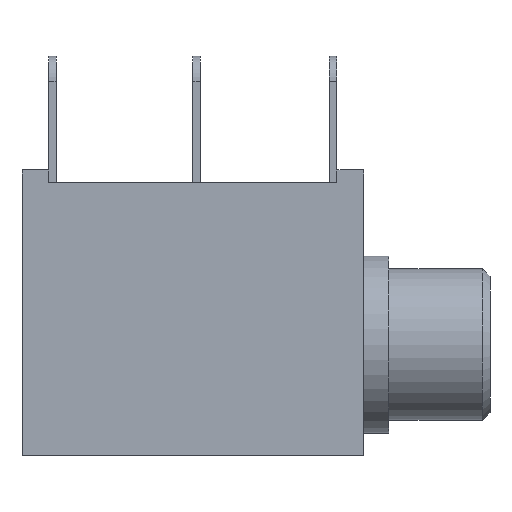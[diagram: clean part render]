
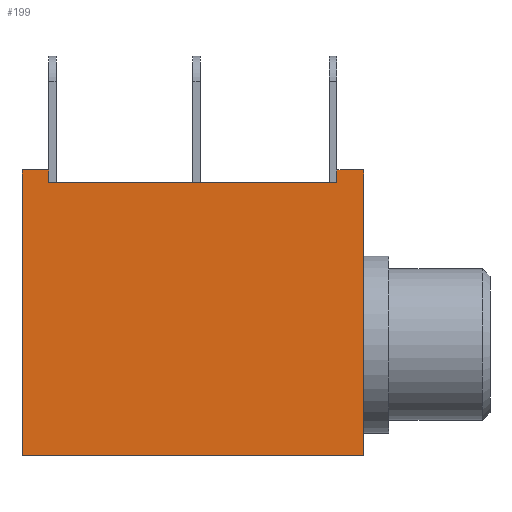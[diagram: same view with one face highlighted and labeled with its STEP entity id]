
A CAD part, front view. The second image highlights one B-rep face of the part: STEP entity #199.
In plain terms, the highlighted planar face has unit normal (0, -1, 0).
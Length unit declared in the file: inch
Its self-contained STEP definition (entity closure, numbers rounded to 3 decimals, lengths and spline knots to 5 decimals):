
#11 = CARTESIAN_POINT ( 'NONE',  ( -0.23819, -0.15174, 0.25197 ) ) ;
#70 = VERTEX_POINT ( 'NONE', #885 ) ;
#171 = LINE ( 'NONE', #939, #824 ) ;
#199 = ADVANCED_FACE ( 'NONE', ( #1045 ), #955, .F. ) ;
#200 = CARTESIAN_POINT ( 'NONE',  ( -0.23819, -0.15174, 0.27165 ) ) ;
#263 = VERTEX_POINT ( 'NONE', #200 ) ;
#267 = EDGE_CURVE ( 'NONE', #988, #263, #829, .T. ) ;
#271 = CARTESIAN_POINT ( 'NONE',  ( -0.19685, -0.15174, 0.27165 ) ) ;
#286 = DIRECTION ( 'NONE',  ( 1., 0., 0. ) ) ;
#310 = VERTEX_POINT ( 'NONE', #1480 ) ;
#342 = ORIENTED_EDGE ( 'NONE', *, *, #426, .F. ) ;
#343 = LINE ( 'NONE', #1231, #894 ) ;
#344 = EDGE_CURVE ( 'NONE', #1040, #659, #343, .T. ) ;
#389 = CARTESIAN_POINT ( 'NONE',  ( -0.19685, -0.15174, -0.17323 ) ) ;
#426 = EDGE_CURVE ( 'NONE', #521, #70, #1645, .T. ) ;
#472 = LINE ( 'NONE', #830, #644 ) ;
#521 = VERTEX_POINT ( 'NONE', #389 ) ;
#528 = CARTESIAN_POINT ( 'NONE',  ( -0.19685, -0.15174, 0.27165 ) ) ;
#560 = ORIENTED_EDGE ( 'NONE', *, *, #1027, .F. ) ;
#561 = DIRECTION ( 'NONE',  ( 0., 0., 1. ) ) ;
#591 = DIRECTION ( 'NONE',  ( -1., 0., 0. ) ) ;
#593 = ORIENTED_EDGE ( 'NONE', *, *, #861, .F. ) ;
#644 = VECTOR ( 'NONE', #1499, 39.37008 ) ;
#659 = VERTEX_POINT ( 'NONE', #1205 ) ;
#662 = DIRECTION ( 'NONE',  ( 0., 0., 1. ) ) ;
#672 = DIRECTION ( 'NONE',  ( 0., 0., -1. ) ) ;
#681 = CARTESIAN_POINT ( 'NONE',  ( -0.23819, -0.15174, 0.25197 ) ) ;
#690 = ORIENTED_EDGE ( 'NONE', *, *, #1500, .F. ) ;
#740 = VECTOR ( 'NONE', #591, 39.37008 ) ;
#823 = CARTESIAN_POINT ( 'NONE',  ( -0.19685, -0.15174, 0.27165 ) ) ;
#824 = VECTOR ( 'NONE', #672, 39.37008 ) ;
#829 = LINE ( 'NONE', #1594, #1519 ) ;
#830 = CARTESIAN_POINT ( 'NONE',  ( -0.68701, -0.15174, 0.25197 ) ) ;
#841 = VECTOR ( 'NONE', #286, 39.37008 ) ;
#843 = VECTOR ( 'NONE', #561, 39.37008 ) ;
#861 = EDGE_CURVE ( 'NONE', #263, #880, #1279, .T. ) ;
#868 = VECTOR ( 'NONE', #1313, 39.37008 ) ;
#880 = VERTEX_POINT ( 'NONE', #271 ) ;
#885 = CARTESIAN_POINT ( 'NONE',  ( -0.72835, -0.15174, -0.17323 ) ) ;
#894 = VECTOR ( 'NONE', #1120, 39.37008 ) ;
#935 = CARTESIAN_POINT ( 'NONE',  ( -0.72835, -0.15174, 0.27165 ) ) ;
#939 = CARTESIAN_POINT ( 'NONE',  ( -0.19685, -0.15174, -0.17323 ) ) ;
#942 = CARTESIAN_POINT ( 'NONE',  ( -0.72835, -0.15174, 0.27165 ) ) ;
#955 = PLANE ( 'NONE',  #1253 ) ;
#964 = DIRECTION ( 'NONE',  ( 0., 1., 0. ) ) ;
#988 = VERTEX_POINT ( 'NONE', #11 ) ;
#1002 = ORIENTED_EDGE ( 'NONE', *, *, #344, .F. ) ;
#1005 = CARTESIAN_POINT ( 'NONE',  ( -0.19685, -0.15174, -0.17323 ) ) ;
#1027 = EDGE_CURVE ( 'NONE', #310, #988, #1187, .T. ) ;
#1030 = EDGE_LOOP ( 'NONE', ( #593, #1115, #560, #1082, #1002, #1314, #342, #690 ) ) ;
#1040 = VERTEX_POINT ( 'NONE', #935 ) ;
#1045 = FACE_OUTER_BOUND ( 'NONE', #1030, .T. ) ;
#1055 = EDGE_CURVE ( 'NONE', #70, #1040, #1569, .T. ) ;
#1082 = ORIENTED_EDGE ( 'NONE', *, *, #1640, .T. ) ;
#1115 = ORIENTED_EDGE ( 'NONE', *, *, #267, .F. ) ;
#1120 = DIRECTION ( 'NONE',  ( 1., 0., 0. ) ) ;
#1187 = LINE ( 'NONE', #681, #868 ) ;
#1205 = CARTESIAN_POINT ( 'NONE',  ( -0.68701, -0.15174, 0.27165 ) ) ;
#1213 = DIRECTION ( 'NONE',  ( 0., 0., 1. ) ) ;
#1231 = CARTESIAN_POINT ( 'NONE',  ( -0.19685, -0.15174, 0.27165 ) ) ;
#1253 = AXIS2_PLACEMENT_3D ( 'NONE', #823, #964, #1213 ) ;
#1279 = LINE ( 'NONE', #528, #841 ) ;
#1313 = DIRECTION ( 'NONE',  ( 1., 0., 0. ) ) ;
#1314 = ORIENTED_EDGE ( 'NONE', *, *, #1055, .F. ) ;
#1480 = CARTESIAN_POINT ( 'NONE',  ( -0.68701, -0.15174, 0.25197 ) ) ;
#1499 = DIRECTION ( 'NONE',  ( 0., 0., 1. ) ) ;
#1500 = EDGE_CURVE ( 'NONE', #880, #521, #171, .T. ) ;
#1519 = VECTOR ( 'NONE', #662, 39.37008 ) ;
#1569 = LINE ( 'NONE', #942, #843 ) ;
#1594 = CARTESIAN_POINT ( 'NONE',  ( -0.23819, -0.15174, 0.25197 ) ) ;
#1640 = EDGE_CURVE ( 'NONE', #310, #659, #472, .T. ) ;
#1645 = LINE ( 'NONE', #1005, #740 ) ;
